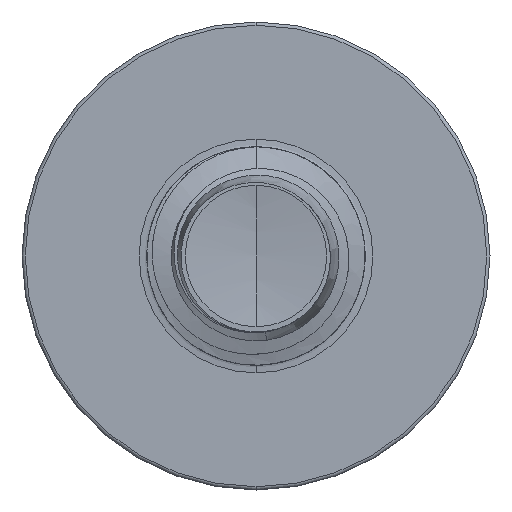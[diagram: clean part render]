
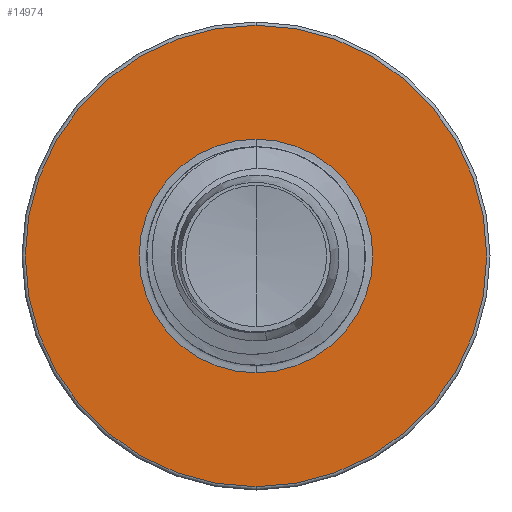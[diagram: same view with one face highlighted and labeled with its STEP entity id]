
A CAD part, front view. The second image highlights one B-rep face of the part: STEP entity #14974.
In plain terms, the highlighted planar face has unit normal (0, -1, 0).
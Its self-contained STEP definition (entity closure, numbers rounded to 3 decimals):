
#255 = DIRECTION ( 'NONE',  ( 0., 0., 1. ) ) ;
#1840 = VERTEX_POINT ( 'NONE', #4252 ) ;
#1919 = CARTESIAN_POINT ( 'NONE',  ( 0., 8., -1.872 ) ) ;
#1971 = ORIENTED_EDGE ( 'NONE', *, *, #8138, .T. ) ;
#2034 = AXIS2_PLACEMENT_3D ( 'NONE', #1919, #7079, #15830 ) ;
#2513 = VERTEX_POINT ( 'NONE', #8545 ) ;
#3019 = AXIS2_PLACEMENT_3D ( 'NONE', #16254, #5842, #18014 ) ;
#3253 = CIRCLE ( 'NONE', #15612, 1.872 ) ;
#3444 = EDGE_CURVE ( 'NONE', #2513, #9141, #6810, .T. ) ;
#3674 = PLANE ( 'NONE',  #2034 ) ;
#4002 = ORIENTED_EDGE ( 'NONE', *, *, #11634, .T. ) ;
#4252 = CARTESIAN_POINT ( 'NONE',  ( 0., 8., 1.872 ) ) ;
#4626 = CARTESIAN_POINT ( 'NONE',  ( 0., 8., 0. ) ) ;
#4710 = FACE_OUTER_BOUND ( 'NONE', #13853, .T. ) ;
#5842 = DIRECTION ( 'NONE',  ( 0., 1., 0. ) ) ;
#6366 = DIRECTION ( 'NONE',  ( 0., 0., 1. ) ) ;
#6810 = CIRCLE ( 'NONE', #14887, 3.698 ) ;
#7079 = DIRECTION ( 'NONE',  ( 0., 1., 0. ) ) ;
#8138 = EDGE_CURVE ( 'NONE', #1840, #9389, #3253, .T. ) ;
#8545 = CARTESIAN_POINT ( 'NONE',  ( 0., 8., 3.698 ) ) ;
#8788 = CIRCLE ( 'NONE', #12937, 3.698 ) ;
#9141 = VERTEX_POINT ( 'NONE', #21774 ) ;
#9389 = VERTEX_POINT ( 'NONE', #21927 ) ;
#10286 = EDGE_LOOP ( 'NONE', ( #1971, #4002 ) ) ;
#10331 = DIRECTION ( 'NONE',  ( 0., 1., 0. ) ) ;
#10648 = DIRECTION ( 'NONE',  ( 0., 1., 0. ) ) ;
#11634 = EDGE_CURVE ( 'NONE', #9389, #1840, #20794, .T. ) ;
#12937 = AXIS2_PLACEMENT_3D ( 'NONE', #21083, #10648, #255 ) ;
#13419 = FACE_BOUND ( 'NONE', #10286, .T. ) ;
#13853 = EDGE_LOOP ( 'NONE', ( #18842, #15293 ) ) ;
#14887 = AXIS2_PLACEMENT_3D ( 'NONE', #4626, #16788, #6366 ) ;
#14974 = ADVANCED_FACE ( 'NONE', ( #4710, #13419 ), #3674, .F. ) ;
#15008 = EDGE_CURVE ( 'NONE', #9141, #2513, #8788, .T. ) ;
#15293 = ORIENTED_EDGE ( 'NONE', *, *, #15008, .F. ) ;
#15612 = AXIS2_PLACEMENT_3D ( 'NONE', #20765, #10331, #22516 ) ;
#15830 = DIRECTION ( 'NONE',  ( 0., 0., 1. ) ) ;
#16254 = CARTESIAN_POINT ( 'NONE',  ( 0., 8., 0. ) ) ;
#16788 = DIRECTION ( 'NONE',  ( 0., 1., 0. ) ) ;
#18014 = DIRECTION ( 'NONE',  ( 0., 0., 1. ) ) ;
#18842 = ORIENTED_EDGE ( 'NONE', *, *, #3444, .F. ) ;
#20765 = CARTESIAN_POINT ( 'NONE',  ( 0., 8., 0. ) ) ;
#20794 = CIRCLE ( 'NONE', #3019, 1.872 ) ;
#21083 = CARTESIAN_POINT ( 'NONE',  ( 0., 8., 0. ) ) ;
#21774 = CARTESIAN_POINT ( 'NONE',  ( 0., 8., -3.697 ) ) ;
#21927 = CARTESIAN_POINT ( 'NONE',  ( 0., 8., -1.872 ) ) ;
#22516 = DIRECTION ( 'NONE',  ( 0., 0., 1. ) ) ;
